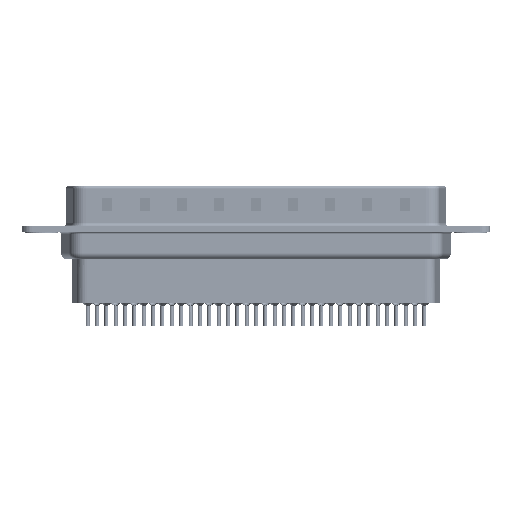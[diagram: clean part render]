
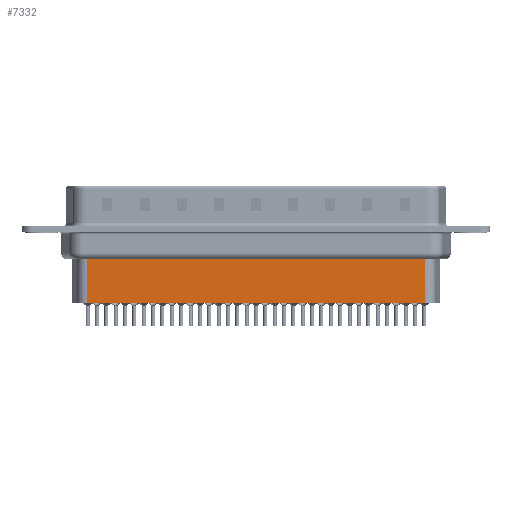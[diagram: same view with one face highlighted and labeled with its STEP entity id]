
A CAD part, front view. The second image highlights one B-rep face of the part: STEP entity #7332.
In plain terms, the highlighted planar face has unit normal (0, -1, 0).
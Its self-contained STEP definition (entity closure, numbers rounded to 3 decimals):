
#368 = ORIENTED_EDGE ( 'NONE', *, *, #14142, .F. ) ;
#2094 = VECTOR ( 'NONE', #12161, 1000. ) ;
#2872 = VERTEX_POINT ( 'NONE', #19606 ) ;
#3012 = DIRECTION ( 'NONE',  ( 1., 0., 0. ) ) ;
#3166 = PLANE ( 'NONE',  #25703 ) ;
#4160 = DIRECTION ( 'NONE',  ( 0., 0., -1. ) ) ;
#5114 = DIRECTION ( 'NONE',  ( 0., -1., 0. ) ) ;
#5528 = EDGE_CURVE ( 'NONE', #10982, #27616, #25718, .T. ) ;
#5786 = VERTEX_POINT ( 'NONE', #7803 ) ;
#6113 = DIRECTION ( 'NONE',  ( 0., 0., -1. ) ) ;
#7332 = ADVANCED_FACE ( 'NONE', ( #26257 ), #3166, .T. ) ;
#7803 = CARTESIAN_POINT ( 'NONE',  ( 56.794, -3.5, -10.95 ) ) ;
#9103 = VECTOR ( 'NONE', #4160, 1000. ) ;
#10982 = VERTEX_POINT ( 'NONE', #25253 ) ;
#12161 = DIRECTION ( 'NONE',  ( -1., 0., 0. ) ) ;
#12693 = LINE ( 'NONE', #25577, #2094 ) ;
#13916 = CARTESIAN_POINT ( 'NONE',  ( 6.706, -3.5, -10.95 ) ) ;
#14066 = ORIENTED_EDGE ( 'NONE', *, *, #15580, .T. ) ;
#14142 = EDGE_CURVE ( 'NONE', #2872, #5786, #22934, .T. ) ;
#14533 = EDGE_CURVE ( 'NONE', #5786, #27616, #27056, .T. ) ;
#15580 = EDGE_CURVE ( 'NONE', #2872, #10982, #12693, .T. ) ;
#16402 = DIRECTION ( 'NONE',  ( -1., 0., 0. ) ) ;
#19207 = VECTOR ( 'NONE', #16402, 1000. ) ;
#19606 = CARTESIAN_POINT ( 'NONE',  ( 56.794, -3.5, -4.097 ) ) ;
#19642 = VECTOR ( 'NONE', #6113, 1000. ) ;
#20762 = EDGE_LOOP ( 'NONE', ( #368, #14066, #26161, #27653 ) ) ;
#21277 = CARTESIAN_POINT ( 'NONE',  ( 6.706, -3.5, -10.95 ) ) ;
#22058 = CARTESIAN_POINT ( 'NONE',  ( 6.706, -3.5, -3.1 ) ) ;
#22934 = LINE ( 'NONE', #23209, #19642 ) ;
#23209 = CARTESIAN_POINT ( 'NONE',  ( 56.794, -3.5, -3.1 ) ) ;
#23354 = CARTESIAN_POINT ( 'NONE',  ( 6.706, -3.5, -3.1 ) ) ;
#25253 = CARTESIAN_POINT ( 'NONE',  ( 6.706, -3.5, -4.097 ) ) ;
#25577 = CARTESIAN_POINT ( 'NONE',  ( 6.459, -3.5, -4.097 ) ) ;
#25703 = AXIS2_PLACEMENT_3D ( 'NONE', #22058, #5114, #3012 ) ;
#25718 = LINE ( 'NONE', #23354, #9103 ) ;
#26161 = ORIENTED_EDGE ( 'NONE', *, *, #5528, .T. ) ;
#26257 = FACE_OUTER_BOUND ( 'NONE', #20762, .T. ) ;
#27056 = LINE ( 'NONE', #13916, #19207 ) ;
#27616 = VERTEX_POINT ( 'NONE', #21277 ) ;
#27653 = ORIENTED_EDGE ( 'NONE', *, *, #14533, .F. ) ;
